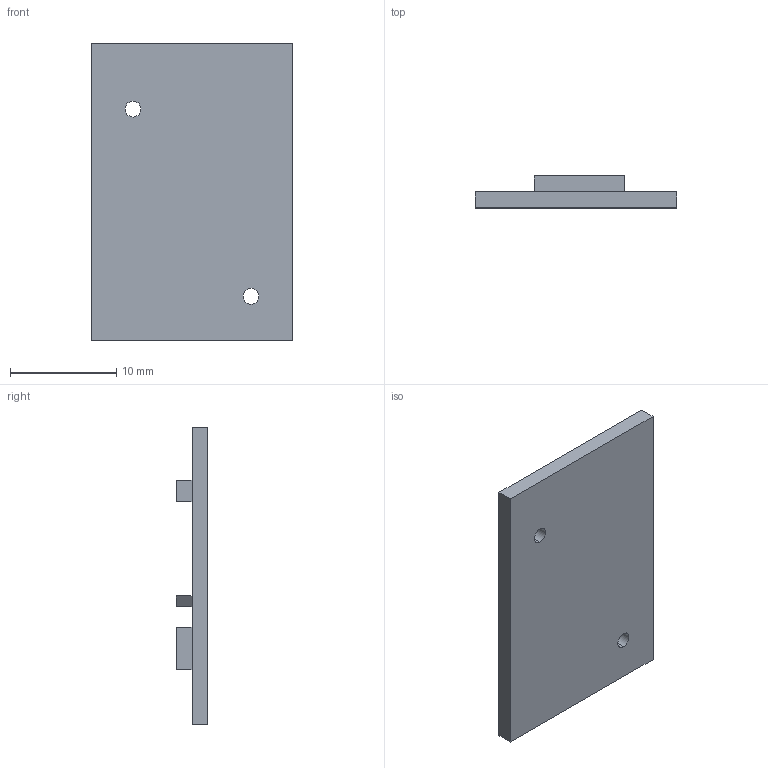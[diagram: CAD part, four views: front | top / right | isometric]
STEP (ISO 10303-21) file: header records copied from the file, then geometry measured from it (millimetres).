
FILE_DESCRIPTION (( 'STEP AP203' ), '1' );
FILE_NAME ('hall_mount_zaProzor_poklopac.STEP', '2023-02-15T18:25:19', ( '' ), ( '' ), 'SwSTEP 2.0', 'SolidWorks 2013', '' );
FILE_SCHEMA (( 'CONFIG_CONTROL_DESIGN' ));
Length unit declared in the file: millimetre
Products named in the file (1): hall_mount_zaProzor_poklopac
Bounding box: 19 x 3 x 28 mm (x, y, z)
Volume: 850.1 mm3; surface area: 1287.1 mm2
Topology: 1 solids, 1 shells, 25 faces, 60 edges, 40 vertices
Faces by surface type: plane 21, cylinder 4
Entity records: 807 total; most frequent: CARTESIAN_POINT 126, DIRECTION 120, ORIENTED_EDGE 120, EDGE_CURVE 60, VECTOR 52, LINE 52, VERTEX_POINT 40, AXIS2_PLACEMENT_3D 34
